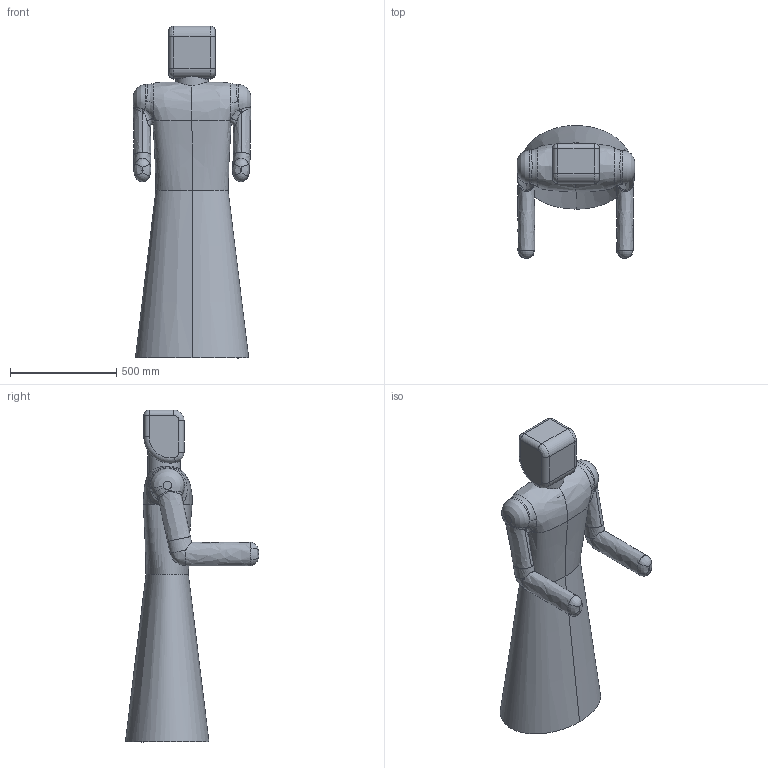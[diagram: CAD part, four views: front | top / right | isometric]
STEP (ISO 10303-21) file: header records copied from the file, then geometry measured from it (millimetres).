
FILE_DESCRIPTION(/* description */ (''),/* implementation_level */ '2;1');
FILE_NAME(/* name */ 'sitting_mannequinw v9.step',/* time_stamp */ '2021-08-07T10:29:21+03:00',/* author */ (''),/* organization */ (''),/* preprocessor_version */ 'ST-DEVELOPER v18.1',/* originating_system */ 'Autodesk Translation Framework v10.9.0.1377',/* authorisation */ '');
FILE_SCHEMA (('AUTOMOTIVE_DESIGN { 1 0 10303 214 3 1 1 }'));
Products named in the file (1): sitting_mannequinw
Bounding box: 555.08 x 627.91 x 1565 mm (x, y, z)
Volume: 108362457 mm3; surface area: 3371751.2 mm2
Topology: 5 solids, 5 shells, 147 faces, 383 edges, 238 vertices
Faces by surface type: bspline 68, plane 44, cylinder 23, torus 8, sphere 4
Full cylindrical faces by diameter (mm): 132 x1, 152 x2
Entity records: 30889 total; most frequent: CARTESIAN_POINT 27776, ORIENTED_EDGE 758, DIRECTION 467, EDGE_CURVE 379, VERTEX_POINT 238, AXIS2_PLACEMENT_3D 187, B_SPLINE_CURVE_WITH_KNOTS 171, EDGE_LOOP 153
